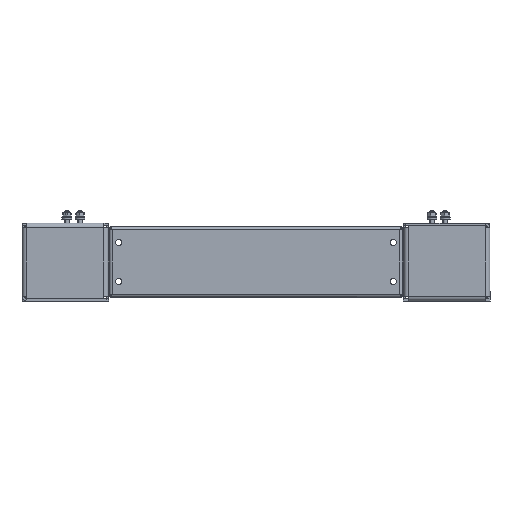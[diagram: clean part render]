
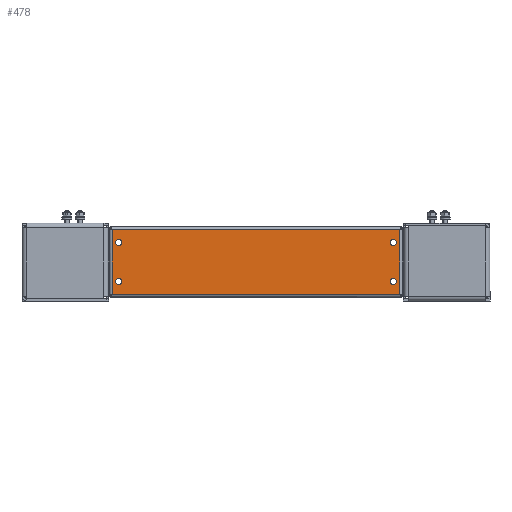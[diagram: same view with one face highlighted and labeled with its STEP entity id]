
A CAD part, left-side view. The second image highlights one B-rep face of the part: STEP entity #478.
In plain terms, the highlighted face is planar.
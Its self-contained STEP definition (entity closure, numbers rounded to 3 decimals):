
#293 = VERTEX_POINT ( 'NONE', #5332 ) ;
#418 = VECTOR ( 'NONE', #7192, 1000. ) ;
#478 = ADVANCED_FACE ( 'NONE', ( #6764, #774, #3439, #4180, #2870 ), #8118, .F. ) ;
#501 = VERTEX_POINT ( 'NONE', #7729 ) ;
#632 = EDGE_CURVE ( 'NONE', #1907, #3335, #3682, .T. ) ;
#726 = DIRECTION ( 'NONE',  ( 0., 0., 1. ) ) ;
#727 = EDGE_LOOP ( 'NONE', ( #1231, #2497 ) ) ;
#774 = FACE_BOUND ( 'NONE', #918, .T. ) ;
#850 = VECTOR ( 'NONE', #1710, 1000. ) ;
#870 = CIRCLE ( 'NONE', #5772, 4. ) ;
#918 = EDGE_LOOP ( 'NONE', ( #5702, #5057 ) ) ;
#944 = CARTESIAN_POINT ( 'NONE',  ( -180., 25., 0. ) ) ;
#1061 = EDGE_CURVE ( 'NONE', #3335, #1907, #2093, .T. ) ;
#1180 = VERTEX_POINT ( 'NONE', #3371 ) ;
#1206 = EDGE_LOOP ( 'NONE', ( #3380, #7434 ) ) ;
#1231 = ORIENTED_EDGE ( 'NONE', *, *, #3742, .F. ) ;
#1274 = ORIENTED_EDGE ( 'NONE', *, *, #5719, .T. ) ;
#1378 = AXIS2_PLACEMENT_3D ( 'NONE', #4906, #3069, #2336 ) ;
#1472 = CARTESIAN_POINT ( 'NONE',  ( -184.5, 41.5, 0. ) ) ;
#1615 = CARTESIAN_POINT ( 'NONE',  ( -176., -25., 0. ) ) ;
#1680 = CARTESIAN_POINT ( 'NONE',  ( 184.5, -41.5, 0. ) ) ;
#1710 = DIRECTION ( 'NONE',  ( 0., 1., 0. ) ) ;
#1748 = CARTESIAN_POINT ( 'NONE',  ( 176., 25., 0. ) ) ;
#1806 = DIRECTION ( 'NONE',  ( 0., 0., 1. ) ) ;
#1851 = CARTESIAN_POINT ( 'NONE',  ( 176., 25., 0. ) ) ;
#1860 = AXIS2_PLACEMENT_3D ( 'NONE', #5543, #8199, #2132 ) ;
#1883 = CARTESIAN_POINT ( 'NONE',  ( -172., -25., 0. ) ) ;
#1907 = VERTEX_POINT ( 'NONE', #2268 ) ;
#2081 = EDGE_CURVE ( 'NONE', #3830, #293, #8496, .T. ) ;
#2093 = CIRCLE ( 'NONE', #6146, 4. ) ;
#2132 = DIRECTION ( 'NONE',  ( -1., 0., 0. ) ) ;
#2205 = CARTESIAN_POINT ( 'NONE',  ( -176., 25., 0. ) ) ;
#2268 = CARTESIAN_POINT ( 'NONE',  ( 180., 25., 0. ) ) ;
#2317 = LINE ( 'NONE', #4325, #7370 ) ;
#2336 = DIRECTION ( 'NONE',  ( 1., 0., 0. ) ) ;
#2415 = DIRECTION ( 'NONE',  ( -1., 0., 0. ) ) ;
#2474 = EDGE_CURVE ( 'NONE', #6115, #8179, #7003, .T. ) ;
#2497 = ORIENTED_EDGE ( 'NONE', *, *, #6277, .F. ) ;
#2516 = DIRECTION ( 'NONE',  ( -1., 0., 0. ) ) ;
#2531 = VERTEX_POINT ( 'NONE', #1883 ) ;
#2870 = FACE_OUTER_BOUND ( 'NONE', #4278, .T. ) ;
#2935 = CARTESIAN_POINT ( 'NONE',  ( -176., -25., 0. ) ) ;
#2972 = DIRECTION ( 'NONE',  ( -1., 0., 0. ) ) ;
#2985 = CARTESIAN_POINT ( 'NONE',  ( 184.5, 41.5, 0. ) ) ;
#3069 = DIRECTION ( 'NONE',  ( 0., 0., 1. ) ) ;
#3075 = CIRCLE ( 'NONE', #5321, 4. ) ;
#3102 = DIRECTION ( 'NONE',  ( 0., 0., 1. ) ) ;
#3162 = ORIENTED_EDGE ( 'NONE', *, *, #5839, .F. ) ;
#3335 = VERTEX_POINT ( 'NONE', #4679 ) ;
#3371 = CARTESIAN_POINT ( 'NONE',  ( -172., 25., 0. ) ) ;
#3380 = ORIENTED_EDGE ( 'NONE', *, *, #632, .F. ) ;
#3408 = AXIS2_PLACEMENT_3D ( 'NONE', #1615, #6312, #2972 ) ;
#3439 = FACE_BOUND ( 'NONE', #727, .T. ) ;
#3448 = EDGE_LOOP ( 'NONE', ( #5889, #3162 ) ) ;
#3507 = DIRECTION ( 'NONE',  ( -1., 0., 0. ) ) ;
#3682 = CIRCLE ( 'NONE', #7163, 4. ) ;
#3742 = EDGE_CURVE ( 'NONE', #2531, #5968, #3075, .T. ) ;
#3830 = VERTEX_POINT ( 'NONE', #4290 ) ;
#3987 = EDGE_CURVE ( 'NONE', #8179, #5624, #6845, .T. ) ;
#4180 = FACE_BOUND ( 'NONE', #3448, .T. ) ;
#4278 = EDGE_LOOP ( 'NONE', ( #1274, #4359, #6136, #6781 ) ) ;
#4290 = CARTESIAN_POINT ( 'NONE',  ( 180., -25., 0. ) ) ;
#4325 = CARTESIAN_POINT ( 'NONE',  ( -184.5, -41.5, 0. ) ) ;
#4359 = ORIENTED_EDGE ( 'NONE', *, *, #2474, .T. ) ;
#4591 = EDGE_CURVE ( 'NONE', #293, #3830, #870, .T. ) ;
#4655 = CARTESIAN_POINT ( 'NONE',  ( -184.5, 45., 0. ) ) ;
#4679 = CARTESIAN_POINT ( 'NONE',  ( 172., 25., 0. ) ) ;
#4822 = DIRECTION ( 'NONE',  ( 1., 0., 0. ) ) ;
#4881 = CARTESIAN_POINT ( 'NONE',  ( 184.5, 41.5, 0. ) ) ;
#4906 = CARTESIAN_POINT ( 'NONE',  ( 176., -25., 0. ) ) ;
#4956 = CARTESIAN_POINT ( 'NONE',  ( -180., -25., 0. ) ) ;
#5057 = ORIENTED_EDGE ( 'NONE', *, *, #4591, .F. ) ;
#5089 = CIRCLE ( 'NONE', #3408, 4. ) ;
#5157 = CIRCLE ( 'NONE', #5729, 4. ) ;
#5321 = AXIS2_PLACEMENT_3D ( 'NONE', #2935, #5560, #3507 ) ;
#5332 = CARTESIAN_POINT ( 'NONE',  ( 172., -25., 0. ) ) ;
#5543 = CARTESIAN_POINT ( 'NONE',  ( 0., 0., 0. ) ) ;
#5560 = DIRECTION ( 'NONE',  ( 0., 0., 1. ) ) ;
#5624 = VERTEX_POINT ( 'NONE', #1472 ) ;
#5702 = ORIENTED_EDGE ( 'NONE', *, *, #2081, .F. ) ;
#5719 = EDGE_CURVE ( 'NONE', #501, #6115, #2317, .T. ) ;
#5729 = AXIS2_PLACEMENT_3D ( 'NONE', #5973, #5807, #7804 ) ;
#5772 = AXIS2_PLACEMENT_3D ( 'NONE', #8106, #726, #6066 ) ;
#5807 = DIRECTION ( 'NONE',  ( 0., 0., 1. ) ) ;
#5839 = EDGE_CURVE ( 'NONE', #6450, #1180, #7519, .T. ) ;
#5889 = ORIENTED_EDGE ( 'NONE', *, *, #7786, .F. ) ;
#5968 = VERTEX_POINT ( 'NONE', #4956 ) ;
#5973 = CARTESIAN_POINT ( 'NONE',  ( -176., 25., 0. ) ) ;
#6066 = DIRECTION ( 'NONE',  ( 1., 0., 0. ) ) ;
#6115 = VERTEX_POINT ( 'NONE', #1680 ) ;
#6136 = ORIENTED_EDGE ( 'NONE', *, *, #3987, .T. ) ;
#6146 = AXIS2_PLACEMENT_3D ( 'NONE', #1851, #1806, #2516 ) ;
#6158 = VECTOR ( 'NONE', #7554, 1000. ) ;
#6277 = EDGE_CURVE ( 'NONE', #5968, #2531, #5089, .T. ) ;
#6312 = DIRECTION ( 'NONE',  ( 0., 0., 1. ) ) ;
#6450 = VERTEX_POINT ( 'NONE', #944 ) ;
#6626 = LINE ( 'NONE', #4655, #418 ) ;
#6682 = AXIS2_PLACEMENT_3D ( 'NONE', #2205, #3102, #4822 ) ;
#6764 = FACE_BOUND ( 'NONE', #1206, .T. ) ;
#6781 = ORIENTED_EDGE ( 'NONE', *, *, #7740, .T. ) ;
#6845 = LINE ( 'NONE', #4881, #6158 ) ;
#7003 = LINE ( 'NONE', #7699, #850 ) ;
#7125 = DIRECTION ( 'NONE',  ( 0., 0., 1. ) ) ;
#7163 = AXIS2_PLACEMENT_3D ( 'NONE', #1748, #7125, #2415 ) ;
#7192 = DIRECTION ( 'NONE',  ( 0., -1., 0. ) ) ;
#7370 = VECTOR ( 'NONE', #8336, 1000. ) ;
#7434 = ORIENTED_EDGE ( 'NONE', *, *, #1061, .F. ) ;
#7519 = CIRCLE ( 'NONE', #6682, 4. ) ;
#7554 = DIRECTION ( 'NONE',  ( -1., 0., 0. ) ) ;
#7699 = CARTESIAN_POINT ( 'NONE',  ( 184.5, -45., 0. ) ) ;
#7729 = CARTESIAN_POINT ( 'NONE',  ( -184.5, -41.5, 0. ) ) ;
#7740 = EDGE_CURVE ( 'NONE', #5624, #501, #6626, .T. ) ;
#7786 = EDGE_CURVE ( 'NONE', #1180, #6450, #5157, .T. ) ;
#7804 = DIRECTION ( 'NONE',  ( 1., 0., 0. ) ) ;
#8106 = CARTESIAN_POINT ( 'NONE',  ( 176., -25., 0. ) ) ;
#8118 = PLANE ( 'NONE',  #1860 ) ;
#8179 = VERTEX_POINT ( 'NONE', #2985 ) ;
#8199 = DIRECTION ( 'NONE',  ( 0., 0., -1. ) ) ;
#8336 = DIRECTION ( 'NONE',  ( 1., 0., 0. ) ) ;
#8496 = CIRCLE ( 'NONE', #1378, 4. ) ;
